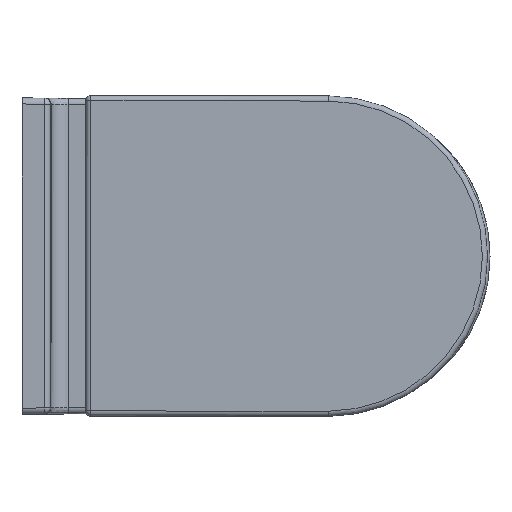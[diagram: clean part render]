
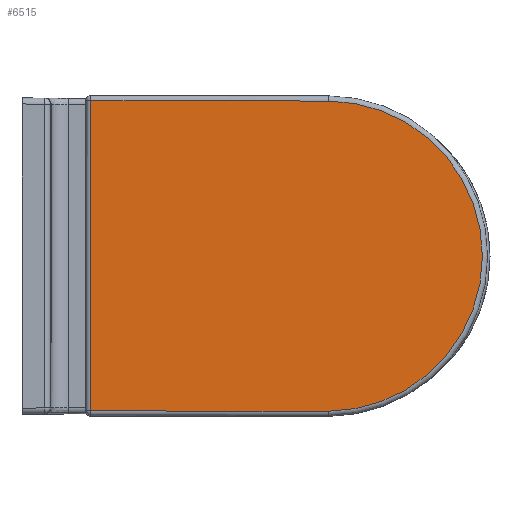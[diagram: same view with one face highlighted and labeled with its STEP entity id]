
A CAD part, top view. The second image highlights one B-rep face of the part: STEP entity #6515.
In plain terms, the highlighted planar face has unit normal (0, 0, 1).
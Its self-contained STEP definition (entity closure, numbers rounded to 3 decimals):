
#6293=CARTESIAN_POINT('',(273.036,8.991,35.0));
#6294=VERTEX_POINT('',#6293);
#6341=CARTESIAN_POINT('',(273.036,-348.991,35.0));
#6342=VERTEX_POINT('',#6341);
#6399=CARTESIAN_POINT('',(273.036,8.991,35.0));
#6400=DIRECTION('',(0.0,-1.0,0.0));
#6401=VECTOR('',#6400,357.982);
#6402=LINE('',#6399,#6401);
#6403=EDGE_CURVE('',#6294,#6342,#6402,.T.);
#6415=CARTESIAN_POINT('',(-1.264,-348.991,35.0));
#6416=VERTEX_POINT('',#6415);
#6417=CARTESIAN_POINT('',(273.036,-348.991,35.0));
#6418=DIRECTION('',(-1.0,0.0,0.0));
#6419=VECTOR('',#6418,274.299);
#6420=LINE('',#6417,#6419);
#6421=EDGE_CURVE('',#6342,#6416,#6420,.T.);
#6446=CARTESIAN_POINT('',(-1.261,8.991,35.0));
#6447=VERTEX_POINT('',#6446);
#6448=CARTESIAN_POINT('',(0.,-170.,35.0));
#6449=DIRECTION('',(0.0,0.0,-1.));
#6450=DIRECTION('',(-1.,0.,0.0));
#6451=AXIS2_PLACEMENT_3D('',#6448,#6449,#6450);
#6452=CIRCLE('',#6451,178.996);
#6453=EDGE_CURVE('',#6416,#6447,#6452,.T.);
#6480=CARTESIAN_POINT('',(-1.261,8.991,35.0));
#6481=DIRECTION('',(1.0,0.0,0.0));
#6482=VECTOR('',#6481,274.297);
#6483=LINE('',#6480,#6482);
#6484=EDGE_CURVE('',#6447,#6294,#6483,.T.);
#6504=CARTESIAN_POINT('',(79.057,-170.,35.0));
#6505=DIRECTION('',(0.0,0.0,1.0));
#6506=DIRECTION('',(1.0,0.0,0.0));
#6507=AXIS2_PLACEMENT_3D('',#6504,#6505,#6506);
#6508=PLANE('',#6507);
#6509=ORIENTED_EDGE('',*,*,#6403,.F.);
#6510=ORIENTED_EDGE('',*,*,#6484,.F.);
#6511=ORIENTED_EDGE('',*,*,#6453,.F.);
#6512=ORIENTED_EDGE('',*,*,#6421,.F.);
#6513=EDGE_LOOP('',(#6509,#6510,#6511,#6512));
#6514=FACE_OUTER_BOUND('',#6513,.T.);
#6515=ADVANCED_FACE('',(#6514),#6508,.T.);
